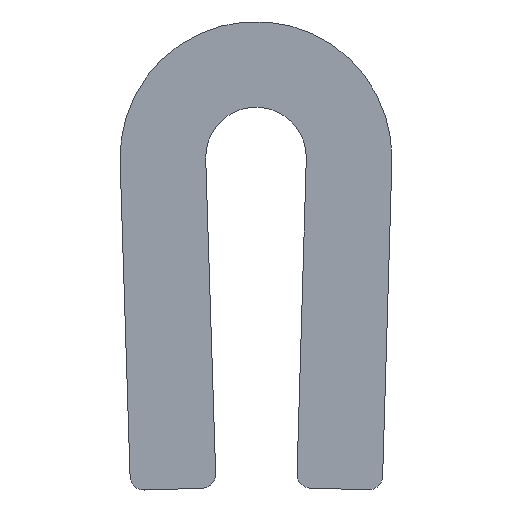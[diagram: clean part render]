
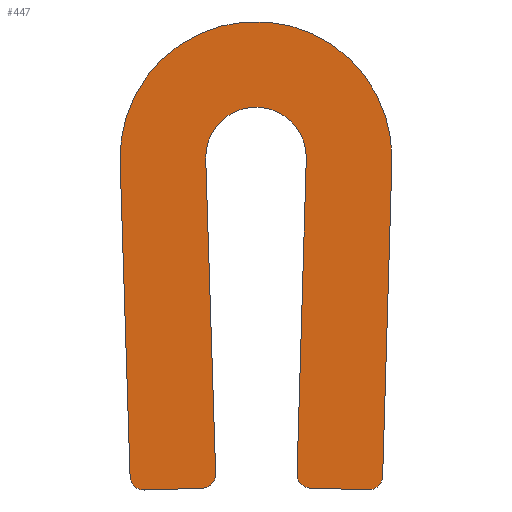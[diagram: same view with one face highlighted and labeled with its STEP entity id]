
A CAD part, front view. The second image highlights one B-rep face of the part: STEP entity #447.
In plain terms, the highlighted planar face has unit normal (0, -1, 0).
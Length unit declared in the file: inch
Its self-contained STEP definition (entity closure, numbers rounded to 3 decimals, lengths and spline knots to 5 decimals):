
#35=CARTESIAN_POINT('',(-0.00732,-0.00968,0.24145));
#36=VERTEX_POINT('',#35);
#43=CARTESIAN_POINT('',(0.19259,-0.00968,0.24167));
#44=VERTEX_POINT('',#43);
#45=CARTESIAN_POINT('',(0.09263,-0.00968,0.2446));
#46=DIRECTION('',(0.,-1.,0.));
#47=DIRECTION('',(1.,0.,0.));
#48=AXIS2_PLACEMENT_3D('',#45,#46,#47);
#49=CIRCLE('',#48,0.1);
#50=EDGE_CURVE('',#44,#36,#49,.T.);
#74=CARTESIAN_POINT('',(0.,-0.00968,0.00968));
#75=VERTEX_POINT('',#74);
#82=CARTESIAN_POINT('',(-0.00732,-0.00968,0.24145));
#83=DIRECTION('',(0.032,0.,-1.));
#84=VECTOR('',#83,1.);
#85=LINE('',#82,#84);
#86=EDGE_CURVE('',#36,#75,#85,.T.);
#106=CARTESIAN_POINT('',(0.01029,-0.00968,0.));
#107=VERTEX_POINT('',#106);
#114=CARTESIAN_POINT('',(0.01,-0.00968,0.01));
#115=DIRECTION('',(0.,-1.,0.));
#116=DIRECTION('',(1.,0.,0.));
#117=AXIS2_PLACEMENT_3D('',#114,#115,#116);
#118=CIRCLE('',#117,0.01);
#119=EDGE_CURVE('',#75,#107,#118,.T.);
#138=CARTESIAN_POINT('',(0.05327,-0.00968,0.00127));
#139=VERTEX_POINT('',#138);
#146=CARTESIAN_POINT('',(0.05327,-0.00968,0.00127));
#147=DIRECTION('',(-1.,0.,-0.03));
#148=VECTOR('',#147,1.);
#149=LINE('',#146,#148);
#150=EDGE_CURVE('',#139,#107,#149,.T.);
#170=CARTESIAN_POINT('',(0.06297,-0.00968,0.01158));
#171=VERTEX_POINT('',#170);
#178=CARTESIAN_POINT('',(0.05298,-0.00968,0.01127));
#179=DIRECTION('',(0.,-1.,0.));
#180=DIRECTION('',(1.,0.,0.));
#181=AXIS2_PLACEMENT_3D('',#178,#179,#180);
#182=CIRCLE('',#181,0.01);
#183=EDGE_CURVE('',#139,#171,#182,.T.);
#202=CARTESIAN_POINT('',(0.05565,-0.00968,0.24344));
#203=VERTEX_POINT('',#202);
#210=CARTESIAN_POINT('',(0.05565,-0.00968,0.24344));
#211=DIRECTION('',(0.032,0.,-1.));
#212=VECTOR('',#211,1.);
#213=LINE('',#210,#212);
#214=EDGE_CURVE('',#203,#171,#213,.T.);
#234=CARTESIAN_POINT('',(0.12962,-0.00968,0.24352));
#235=VERTEX_POINT('',#234);
#242=CARTESIAN_POINT('',(0.09263,-0.00968,0.2446));
#243=DIRECTION('',(0.,-1.,0.));
#244=DIRECTION('',(1.,0.,0.));
#245=AXIS2_PLACEMENT_3D('',#242,#243,#244);
#246=CIRCLE('',#245,0.037);
#247=EDGE_CURVE('',#235,#203,#246,.T.);
#266=CARTESIAN_POINT('',(0.12281,-0.00968,0.01165));
#267=VERTEX_POINT('',#266);
#274=CARTESIAN_POINT('',(0.12962,-0.00968,0.24352));
#275=DIRECTION('',(-0.029,0.,-1.));
#276=VECTOR('',#275,1.);
#277=LINE('',#274,#276);
#278=EDGE_CURVE('',#235,#267,#277,.T.);
#298=CARTESIAN_POINT('',(0.13253,-0.00968,0.00136));
#299=VERTEX_POINT('',#298);
#306=CARTESIAN_POINT('',(0.1328,-0.00968,0.01136));
#307=DIRECTION('',(0.,-1.,0.));
#308=DIRECTION('',(1.,0.,0.));
#309=AXIS2_PLACEMENT_3D('',#306,#307,#308);
#310=CIRCLE('',#309,0.01);
#311=EDGE_CURVE('',#267,#299,#310,.T.);
#330=CARTESIAN_POINT('',(0.17551,-0.00968,0.00018));
#331=VERTEX_POINT('',#330);
#338=CARTESIAN_POINT('',(0.13253,-0.00968,0.00136));
#339=DIRECTION('',(1.,0.,-0.027));
#340=VECTOR('',#339,1.);
#341=LINE('',#338,#340);
#342=EDGE_CURVE('',#299,#331,#341,.T.);
#362=CARTESIAN_POINT('',(0.18578,-0.00968,0.00988));
#363=VERTEX_POINT('',#362);
#370=CARTESIAN_POINT('',(0.17579,-0.00968,0.01018));
#371=DIRECTION('',(0.,-1.,0.));
#372=DIRECTION('',(1.,0.,0.));
#373=AXIS2_PLACEMENT_3D('',#370,#371,#372);
#374=CIRCLE('',#373,0.01);
#375=EDGE_CURVE('',#331,#363,#374,.T.);
#393=CARTESIAN_POINT('',(0.19259,-0.00968,0.24167));
#394=DIRECTION('',(-0.029,0.,-1.));
#395=VECTOR('',#394,1.);
#396=LINE('',#393,#395);
#397=EDGE_CURVE('',#44,#363,#396,.T.);
#428=ORIENTED_EDGE('',*,*,#397,.F.);
#429=ORIENTED_EDGE('',*,*,#50,.T.);
#430=ORIENTED_EDGE('',*,*,#86,.T.);
#431=ORIENTED_EDGE('',*,*,#119,.T.);
#432=ORIENTED_EDGE('',*,*,#150,.F.);
#433=ORIENTED_EDGE('',*,*,#183,.T.);
#434=ORIENTED_EDGE('',*,*,#214,.F.);
#435=ORIENTED_EDGE('',*,*,#247,.F.);
#436=ORIENTED_EDGE('',*,*,#278,.T.);
#437=ORIENTED_EDGE('',*,*,#311,.T.);
#438=ORIENTED_EDGE('',*,*,#342,.T.);
#439=ORIENTED_EDGE('',*,*,#375,.T.);
#440=EDGE_LOOP('',(#428,#429,#430,#431,#432,#433,#434,#435,#436,#437,#438,#439));
#441=FACE_OUTER_BOUND('',#440,.T.);
#442=CARTESIAN_POINT('',(0.19046,-0.00968,0.16928));
#443=DIRECTION('',(0.,-1.,0.));
#444=DIRECTION('',(1.,0.,0.));
#445=AXIS2_PLACEMENT_3D('',#442,#443,#444);
#446=PLANE('',#445);
#447=ADVANCED_FACE('',(#441),#446,.T.);
